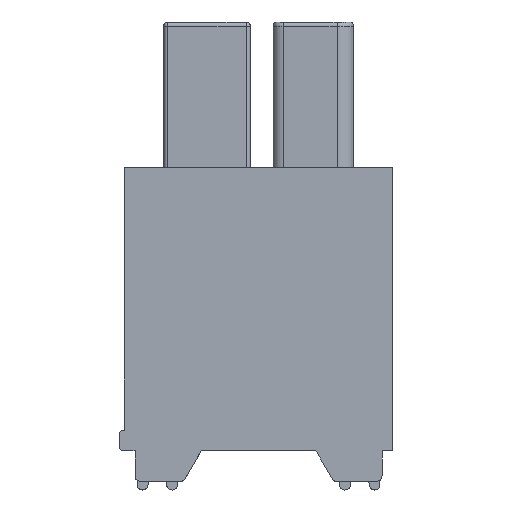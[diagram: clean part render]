
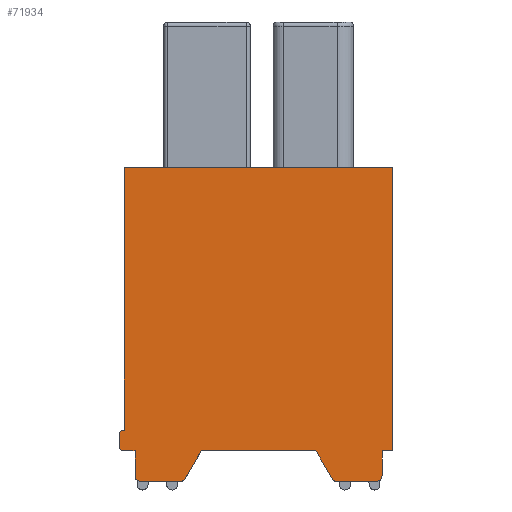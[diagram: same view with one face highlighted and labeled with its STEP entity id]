
A CAD part, left-side view. The second image highlights one B-rep face of the part: STEP entity #71934.
In plain terms, the highlighted planar face has unit normal (-1, 0, 0).
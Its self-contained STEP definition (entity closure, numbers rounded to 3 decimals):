
#16417=CARTESIAN_POINT('',(35.,5.465,-20.789));
#16418=VERTEX_POINT('',#16417);
#16425=CARTESIAN_POINT('',(35.,11.015,-20.789));
#16426=VERTEX_POINT('',#16425);
#16427=CARTESIAN_POINT('',(35.,11.015,-20.789));
#16428=DIRECTION('',(0.,-1.,0.));
#16429=VECTOR('',#16428,5.55);
#16430=LINE('',#16427,#16429);
#16431=EDGE_CURVE('',#16426,#16418,#16430,.T.);
#17689=CARTESIAN_POINT('',(35.,14.79,-20.789));
#17690=VERTEX_POINT('',#17689);
#17697=CARTESIAN_POINT('',(35.,14.99,-20.589));
#17698=VERTEX_POINT('',#17697);
#17699=CARTESIAN_POINT('',(35.,14.79,-20.589));
#17700=DIRECTION('',(0.,1.,0.));
#17701=DIRECTION('',(-1.,0.,0.));
#17702=AXIS2_PLACEMENT_3D('',#17699,#17701,#17700);
#17703=CIRCLE('',#17702,0.2);
#17704=EDGE_CURVE('',#17698,#17690,#17703,.T.);
#17729=CARTESIAN_POINT('',(35.,14.99,-19.989));
#17730=VERTEX_POINT('',#17729);
#17731=CARTESIAN_POINT('',(35.,14.99,-19.989));
#17732=DIRECTION('',(0.,0.,-1.));
#17733=VECTOR('',#17732,0.6);
#17734=LINE('',#17731,#17733);
#17735=EDGE_CURVE('',#17730,#17698,#17734,.T.);
#17761=CARTESIAN_POINT('',(35.,14.79,-19.789));
#17762=VERTEX_POINT('',#17761);
#17763=CARTESIAN_POINT('',(35.,14.79,-19.989));
#17764=DIRECTION('',(0.,0.,1.));
#17765=DIRECTION('',(-1.,0.,0.));
#17766=AXIS2_PLACEMENT_3D('',#17763,#17765,#17764);
#17767=CIRCLE('',#17766,0.2);
#17768=EDGE_CURVE('',#17762,#17730,#17767,.T.);
#17793=CARTESIAN_POINT('',(35.,14.74,-19.789));
#17794=VERTEX_POINT('',#17793);
#17795=CARTESIAN_POINT('',(35.,14.74,-19.789));
#17796=DIRECTION('',(0.,1.,0.));
#17797=VECTOR('',#17796,0.05);
#17798=LINE('',#17795,#17797);
#17799=EDGE_CURVE('',#17794,#17762,#17798,.T.);
#17874=CARTESIAN_POINT('',(35.,14.74,-7.089));
#17875=VERTEX_POINT('',#17874);
#17876=CARTESIAN_POINT('',(35.,14.74,-7.089));
#17877=DIRECTION('',(0.,0.,-1.));
#17878=VECTOR('',#17877,12.7);
#17879=LINE('',#17876,#17878);
#17880=EDGE_CURVE('',#17875,#17794,#17879,.T.);
#23279=CARTESIAN_POINT('',(35.,1.74,-7.089));
#23280=VERTEX_POINT('',#23279);
#23287=CARTESIAN_POINT('',(35.,1.74,-20.789));
#23288=VERTEX_POINT('',#23287);
#23289=CARTESIAN_POINT('',(35.,1.74,-20.789));
#23290=DIRECTION('',(0.,0.,1.));
#23291=VECTOR('',#23290,13.7);
#23292=LINE('',#23289,#23291);
#23293=EDGE_CURVE('',#23288,#23280,#23292,.T.);
#71807=CARTESIAN_POINT('',(35.,4.685,-22.139));
#71808=VERTEX_POINT('',#71807);
#71815=CARTESIAN_POINT('',(35.,4.685,-22.139));
#71816=DIRECTION('',(0.,0.5,0.866));
#71817=VECTOR('',#71816,1.559);
#71818=LINE('',#71815,#71817);
#71819=EDGE_CURVE('',#71808,#16418,#71818,.T.);
#71825=CARTESIAN_POINT('',(35.,8.365,-14.689));
#71826=DIRECTION('',(0.,-1.,0.));
#71827=DIRECTION('',(-1.,0.,0.));
#71828=AXIS2_PLACEMENT_3D('',#71825,#71827,#71826);
#71829=PLANE('',#71828);
#71830=CARTESIAN_POINT('',(35.,4.425,-22.289));
#71831=VERTEX_POINT('',#71830);
#71832=CARTESIAN_POINT('',(35.,4.425,-21.989));
#71833=DIRECTION('',(0.,0.866,-0.5));
#71834=DIRECTION('',(-1.,0.,0.));
#71835=AXIS2_PLACEMENT_3D('',#71832,#71834,#71833);
#71836=CIRCLE('',#71835,0.3);
#71837=EDGE_CURVE('',#71808,#71831,#71836,.T.);
#71838=ORIENTED_EDGE('',*,*,#71837,.T.);
#71839=CARTESIAN_POINT('',(35.,2.565,-22.289));
#71840=VERTEX_POINT('',#71839);
#71841=CARTESIAN_POINT('',(35.,4.425,-22.289));
#71842=DIRECTION('',(0.,-1.,0.));
#71843=VECTOR('',#71842,1.861);
#71844=LINE('',#71841,#71843);
#71845=EDGE_CURVE('',#71831,#71840,#71844,.T.);
#71846=ORIENTED_EDGE('',*,*,#71845,.T.);
#71847=CARTESIAN_POINT('',(35.,2.265,-21.989));
#71848=VERTEX_POINT('',#71847);
#71849=CARTESIAN_POINT('',(35.,2.565,-21.989));
#71850=DIRECTION('',(0.,0.,-1.));
#71851=DIRECTION('',(-1.,0.,0.));
#71852=AXIS2_PLACEMENT_3D('',#71849,#71851,#71850);
#71853=CIRCLE('',#71852,0.3);
#71854=EDGE_CURVE('',#71840,#71848,#71853,.T.);
#71855=ORIENTED_EDGE('',*,*,#71854,.T.);
#71856=CARTESIAN_POINT('',(35.,2.265,-20.789));
#71857=VERTEX_POINT('',#71856);
#71858=CARTESIAN_POINT('',(35.,2.265,-21.989));
#71859=DIRECTION('',(0.,0.,1.));
#71860=VECTOR('',#71859,1.2);
#71861=LINE('',#71858,#71860);
#71862=EDGE_CURVE('',#71848,#71857,#71861,.T.);
#71863=ORIENTED_EDGE('',*,*,#71862,.T.);
#71864=CARTESIAN_POINT('',(35.,2.265,-20.789));
#71865=DIRECTION('',(0.,-1.,0.));
#71866=VECTOR('',#71865,0.525);
#71867=LINE('',#71864,#71866);
#71868=EDGE_CURVE('',#71857,#23288,#71867,.T.);
#71869=ORIENTED_EDGE('',*,*,#71868,.T.);
#71870=ORIENTED_EDGE('',*,*,#23293,.T.);
#71871=CARTESIAN_POINT('',(35.,1.74,-7.089));
#71872=DIRECTION('',(0.,1.,0.));
#71873=VECTOR('',#71872,13.);
#71874=LINE('',#71871,#71873);
#71875=EDGE_CURVE('',#23280,#17875,#71874,.T.);
#71876=ORIENTED_EDGE('',*,*,#71875,.T.);
#71877=ORIENTED_EDGE('',*,*,#17880,.T.);
#71878=ORIENTED_EDGE('',*,*,#17799,.T.);
#71879=ORIENTED_EDGE('',*,*,#17768,.T.);
#71880=ORIENTED_EDGE('',*,*,#17735,.T.);
#71881=ORIENTED_EDGE('',*,*,#17704,.T.);
#71882=CARTESIAN_POINT('',(35.,14.215,-20.789));
#71883=VERTEX_POINT('',#71882);
#71884=CARTESIAN_POINT('',(35.,14.79,-20.789));
#71885=DIRECTION('',(0.,-1.,0.));
#71886=VECTOR('',#71885,0.575);
#71887=LINE('',#71884,#71886);
#71888=EDGE_CURVE('',#17690,#71883,#71887,.T.);
#71889=ORIENTED_EDGE('',*,*,#71888,.T.);
#71890=CARTESIAN_POINT('',(35.,14.215,-21.989));
#71891=VERTEX_POINT('',#71890);
#71892=CARTESIAN_POINT('',(35.,14.215,-20.789));
#71893=DIRECTION('',(0.,0.,-1.));
#71894=VECTOR('',#71893,1.2);
#71895=LINE('',#71892,#71894);
#71896=EDGE_CURVE('',#71883,#71891,#71895,.T.);
#71897=ORIENTED_EDGE('',*,*,#71896,.T.);
#71898=CARTESIAN_POINT('',(35.,13.915,-22.289));
#71899=VERTEX_POINT('',#71898);
#71900=CARTESIAN_POINT('',(35.,13.915,-21.989));
#71901=DIRECTION('',(0.,1.,0.));
#71902=DIRECTION('',(-1.,0.,0.));
#71903=AXIS2_PLACEMENT_3D('',#71900,#71902,#71901);
#71904=CIRCLE('',#71903,0.3);
#71905=EDGE_CURVE('',#71891,#71899,#71904,.T.);
#71906=ORIENTED_EDGE('',*,*,#71905,.T.);
#71907=CARTESIAN_POINT('',(35.,12.054,-22.289));
#71908=VERTEX_POINT('',#71907);
#71909=CARTESIAN_POINT('',(35.,13.915,-22.289));
#71910=DIRECTION('',(0.,-1.,0.));
#71911=VECTOR('',#71910,1.861);
#71912=LINE('',#71909,#71911);
#71913=EDGE_CURVE('',#71899,#71908,#71912,.T.);
#71914=ORIENTED_EDGE('',*,*,#71913,.T.);
#71915=CARTESIAN_POINT('',(35.,11.794,-22.139));
#71916=VERTEX_POINT('',#71915);
#71917=CARTESIAN_POINT('',(35.,12.054,-21.989));
#71918=DIRECTION('',(0.,0.,-1.));
#71919=DIRECTION('',(-1.,0.,0.));
#71920=AXIS2_PLACEMENT_3D('',#71917,#71919,#71918);
#71921=CIRCLE('',#71920,0.3);
#71922=EDGE_CURVE('',#71908,#71916,#71921,.T.);
#71923=ORIENTED_EDGE('',*,*,#71922,.T.);
#71924=CARTESIAN_POINT('',(35.,11.794,-22.139));
#71925=DIRECTION('',(0.,-0.5,0.866));
#71926=VECTOR('',#71925,1.559);
#71927=LINE('',#71924,#71926);
#71928=EDGE_CURVE('',#71916,#16426,#71927,.T.);
#71929=ORIENTED_EDGE('',*,*,#71928,.T.);
#71930=ORIENTED_EDGE('',*,*,#16431,.T.);
#71931=ORIENTED_EDGE('',*,*,#71819,.F.);
#71932=EDGE_LOOP('',(#71838,#71846,#71855,#71863,#71869,#71870,#71876,#71877,#71878,#71879,#71880,#71881,#71889,#71897,#71906,#71914,#71923,#71929,#71930,#71931));
#71933=FACE_OUTER_BOUND('',#71932,.T.);
#71934=ADVANCED_FACE('',(#71933),#71829,.T.);
